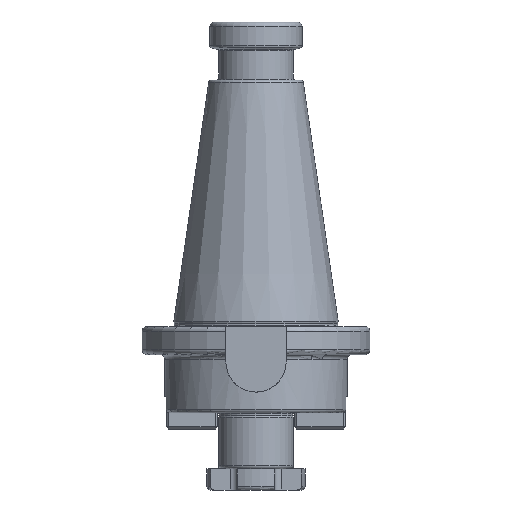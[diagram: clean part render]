
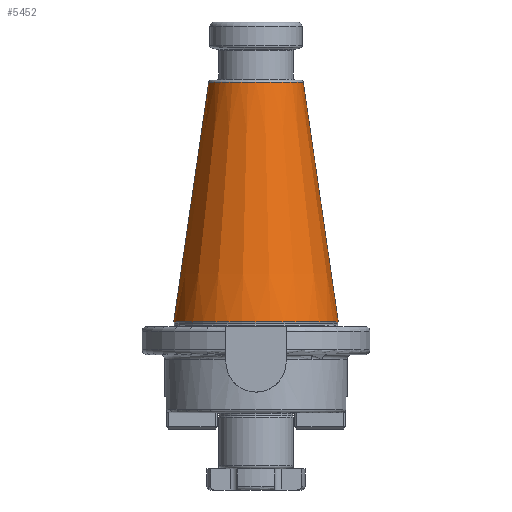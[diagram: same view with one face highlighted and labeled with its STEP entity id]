
A CAD part, left-side view. The second image highlights one B-rep face of the part: STEP entity #5452.
In plain terms, the highlighted conical face has half-angle 8.297 degrees and reference radius 27.65 mm.
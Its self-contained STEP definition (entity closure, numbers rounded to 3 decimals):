
#1937=DIRECTION('',(0,-0.144,0.99));
#1938=VECTOR('',#1937,103.254);
#1939=CARTESIAN_POINT('',(0,35.1,14));
#1940=LINE('',#1939,#1938);
#1941=DIRECTION('',(0,0.144,0.99));
#1942=VECTOR('',#1941,103.254);
#1943=CARTESIAN_POINT('',(0,-35.1,14));
#1944=LINE('',#1943,#1942);
#1945=CARTESIAN_POINT('',(0,0,14));
#1946=DIRECTION('',(0,0,1));
#1947=DIRECTION('',(0,1,0));
#1948=AXIS2_PLACEMENT_3D('',#1945,#1946,#1947);
#1970=CARTESIAN_POINT('',(0,0,116.173));
#1971=DIRECTION('',(0,0,1));
#1972=DIRECTION('',(0,1,0));
#1973=AXIS2_PLACEMENT_3D('',#1970,#1971,#1972);
#2687=CARTESIAN_POINT('',(0,35.1,14));
#2688=VERTEX_POINT('',#2687);
#2689=CARTESIAN_POINT('',(0,20.2,116.173));
#2690=VERTEX_POINT('',#2689);
#2727=CARTESIAN_POINT('',(0,-35.1,14));
#2728=VERTEX_POINT('',#2727);
#2729=CARTESIAN_POINT('',(0,-20.2,116.173));
#2730=VERTEX_POINT('',#2729);
#5438=CARTESIAN_POINT('',(0,0,65.087));
#5439=DIRECTION('',(0,0,-1));
#5440=DIRECTION('',(0,-1,0));
#5441=AXIS2_PLACEMENT_3D('',#5438,#5439,#5440);
#5442=CONICAL_SURFACE('',#5441,27.65,8.297);
#5444=ORIENTED_EDGE('',*,*,#5443,.T.);
#5446=ORIENTED_EDGE('',*,*,#5445,.T.);
#5448=ORIENTED_EDGE('',*,*,#5447,.F.);
#5449=ORIENTED_EDGE('',*,*,#5431,.F.);
#5450=EDGE_LOOP('',(#5444,#5446,#5448,#5449));
#5451=FACE_OUTER_BOUND('',#5450,.F.);
#5452=ADVANCED_FACE('',(#5451),#5442,.T.);
#1949=CIRCLE('',#1948,35.1);
#1974=CIRCLE('',#1973,20.2);
#5431=EDGE_CURVE('',#2688,#2728,#1949,.T.);
#5443=EDGE_CURVE('',#2688,#2690,#1940,.T.);
#5445=EDGE_CURVE('',#2690,#2730,#1974,.T.);
#5447=EDGE_CURVE('',#2728,#2730,#1944,.T.);
